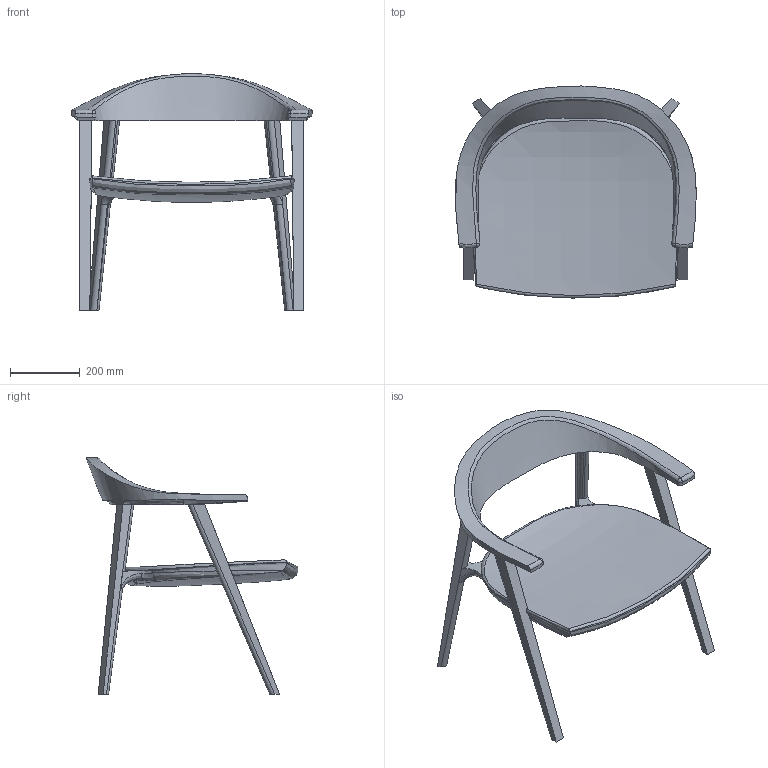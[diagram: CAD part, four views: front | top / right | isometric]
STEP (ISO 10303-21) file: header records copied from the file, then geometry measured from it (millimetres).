
FILE_DESCRIPTION(/* description */ (''),/* implementation_level */ '2;1');
FILE_NAME(/* name */ 'Mantis_CB-250_3D',/* time_stamp */ '2023-10-06T12:36:53+02:00',/* author */ (''),/* organization */ (''),/* preprocessor_version */ 'ST-DEVELOPER v16.5',/* originating_system */ 'Rhino 7.31',/* authorisation */ '');
FILE_SCHEMA (('AUTOMOTIVE_DESIGN'));
Length unit declared in the file: centimetre
Products named in the file (2): Document; Mantis_CB-250
Assembly tree (1 placements, depth 2):
  Document
    Mantis_CB-250
Bounding box: 691.59 x 609.27 x 680.32 mm (x, y, z)
Volume: 16423803.8 mm3; surface area: 1231641.1 mm2
Topology: 6 solids, 8 shells, 136 faces, 358 edges, 236 vertices
Faces by surface type: bspline 76, plane 47, cylinder 13
Full cylindrical faces by diameter (mm): 10 x2
Entity records: 61848 total; most frequent: CARTESIAN_POINT 59491, ORIENTED_EDGE 710, EDGE_CURVE 358, B_SPLINE_CURVE_WITH_KNOTS 298, VERTEX_POINT 236, ADVANCED_FACE 136, FACE_OUTER_BOUND 136, EDGE_LOOP 136
